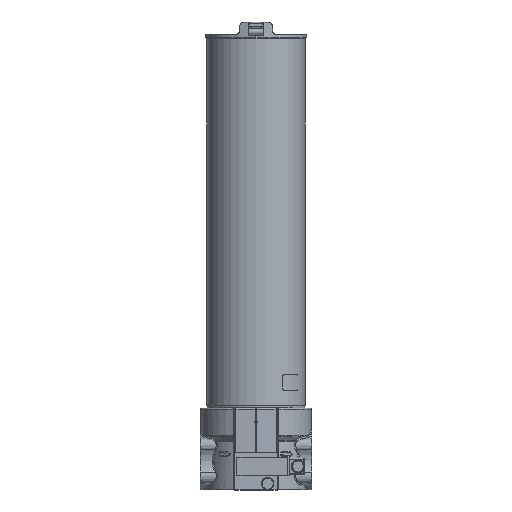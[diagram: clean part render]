
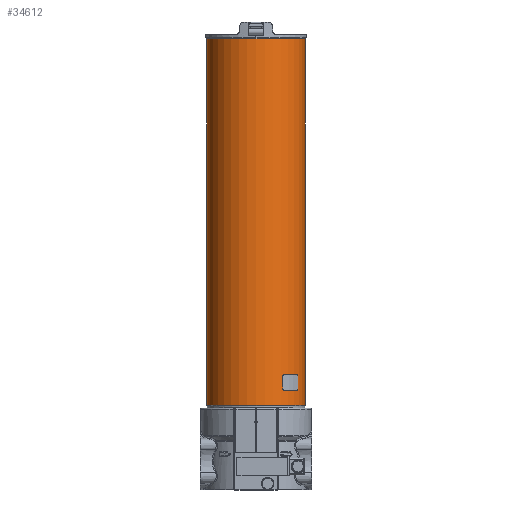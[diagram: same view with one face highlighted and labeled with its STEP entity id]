
A CAD part, top view. The second image highlights one B-rep face of the part: STEP entity #34612.
In plain terms, the highlighted cylindrical face has radius 80 mm (diameter 160 mm), a partial arc.
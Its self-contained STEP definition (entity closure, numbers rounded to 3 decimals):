
#9384=CARTESIAN_POINT('',(0.,733.,0.));
#9385=DIRECTION('',(0.,1.,0.));
#9386=DIRECTION('',(-1.,0.,0.));
#9387=AXIS2_PLACEMENT_3D('',#9384,#9385,#9386);
#9416=DIRECTION('',(0.,1.,0.));
#9417=VECTOR('',#9416,595.634);
#9418=CARTESIAN_POINT('',(-80.,137.366,0.));
#9419=LINE('',#9418,#9417);
#9423=DIRECTION('',(0.,1.,0.));
#9424=VECTOR('',#9423,595.634);
#9425=CARTESIAN_POINT('',(80.,137.366,0.));
#9426=LINE('',#9425,#9424);
#9454=CARTESIAN_POINT('',(0.,137.366,
0.));
#9455=DIRECTION('',(0.,1.,0.));
#9456=DIRECTION('',(-1.,0.,0.));
#9457=AXIS2_PLACEMENT_3D('',#9454,#9455,#9456);
#25709=CARTESIAN_POINT('',(-80.,137.366,0.));
#25710=VERTEX_POINT('',#25709);
#25711=CARTESIAN_POINT('',(80.,137.366,0.));
#25712=VERTEX_POINT('',#25711);
#25713=CARTESIAN_POINT('',(-80.,733.,0.));
#25714=VERTEX_POINT('',#25713);
#25715=CARTESIAN_POINT('',(80.,733.,0.));
#25716=VERTEX_POINT('',#25715);
#34598=CARTESIAN_POINT('',(0.,435.183,
0.));
#34599=DIRECTION('',(0.,1.,0.));
#34600=DIRECTION('',(-1.,0.,0.));
#34601=AXIS2_PLACEMENT_3D('',#34598,#34599,#34600);
#34602=CYLINDRICAL_SURFACE('',#34601,80.);
#34603=ORIENTED_EDGE('',*,*,#34580,.T.);
#34605=ORIENTED_EDGE('',*,*,#34604,.F.);
#34607=ORIENTED_EDGE('',*,*,#34606,.F.);
#34609=ORIENTED_EDGE('',*,*,#34608,.T.);
#34610=EDGE_LOOP('',(#34603,#34605,#34607,#34609));
#34611=FACE_OUTER_BOUND('',#34610,.F.);
#9388=CIRCLE('',#9387,80.);
#9458=CIRCLE('',#9457,80.);
#34580=EDGE_CURVE('',#25714,#25716,#9388,.T.);
#34604=EDGE_CURVE('',#25712,#25716,#9426,.T.);
#34606=EDGE_CURVE('',#25710,#25712,#9458,.T.);
#34608=EDGE_CURVE('',#25710,#25714,#9419,.T.);
#34612=ADVANCED_FACE('',(#34611),#34602,.T.);
